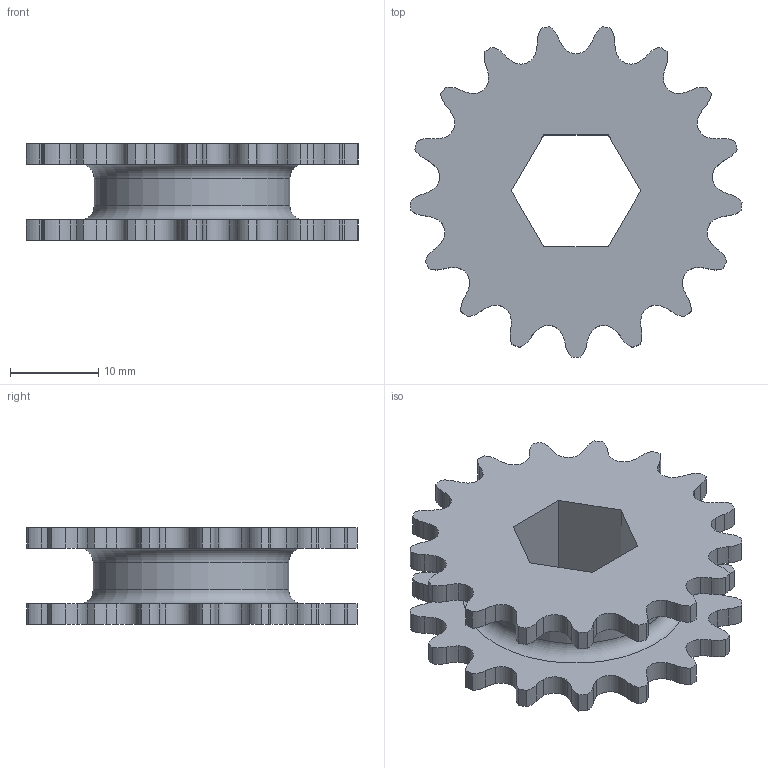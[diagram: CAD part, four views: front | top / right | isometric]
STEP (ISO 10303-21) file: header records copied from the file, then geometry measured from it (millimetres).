
FILE_DESCRIPTION(/* description */ (''),/* implementation_level */ '2;1');
FILE_NAME(/* name */ 'ST-001B.stp',/* time_stamp */ '2016-11-17T10:20:06-06:00',/* author */ ('ajlapp'),/* organization */ (''),/* preprocessor_version */ 'ST-DEVELOPER v16.1',/* originating_system */ 'Autodesk Inventor 2016',/* authorisation */ '');
FILE_SCHEMA (('AUTOMOTIVE_DESIGN { 1 0 10303 214 3 1 1 }'));
Length unit declared in the file: inch
Products named in the file (1): ST-001B
Bounding box: 37.68 x 37.53 x 10.92 mm (x, y, z)
Volume: 5182.7 mm3; surface area: 4198 mm2
Topology: 1 solids, 1 shells, 217 faces, 637 edges, 424 vertices
Faces by surface type: cylinder 205, plane 10, torus 2
Full cylindrical faces by diameter (mm): 22.225 x1
Entity records: 7482 total; most frequent: DIRECTION 1482, CARTESIAN_POINT 1276, ORIENTED_EDGE 1268, EDGE_CURVE 634, AXIS2_PLACEMENT_3D 630, VERTEX_POINT 424, CIRCLE 412, EDGE_LOOP 224
